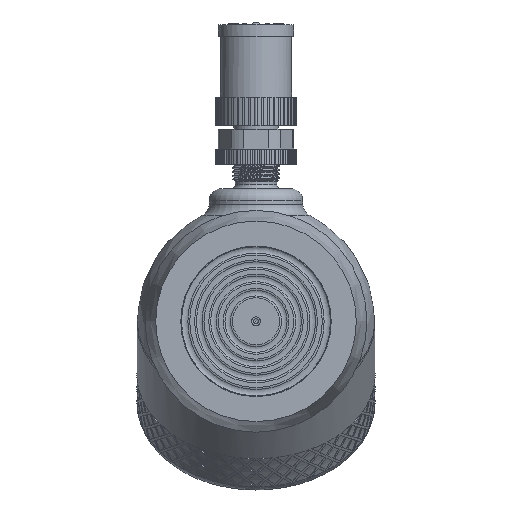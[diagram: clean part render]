
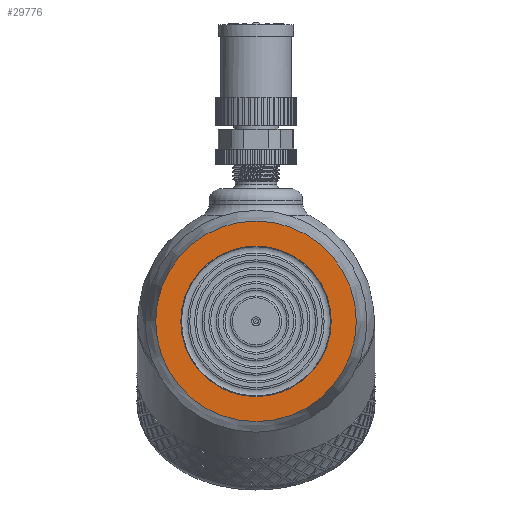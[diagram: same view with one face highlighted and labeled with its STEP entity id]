
A CAD part, left-side view. The second image highlights one B-rep face of the part: STEP entity #29776.
In plain terms, the highlighted planar face has unit normal (-1, 0, 0).
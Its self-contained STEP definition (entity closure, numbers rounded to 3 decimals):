
#1108=FACE_BOUND('',#3764,.T.);
#1462=PLANE('',#31919);
#1853=FACE_OUTER_BOUND('',#3763,.T.);
#3763=EDGE_LOOP('',(#20078));
#3764=EDGE_LOOP('',(#20079));
#5961=CIRCLE('',#31911,19.);
#5966=CIRCLE('',#31920,25.321);
#11809=VERTEX_POINT('',#43551);
#11812=VERTEX_POINT('',#43564);
#15044=EDGE_CURVE('',#11809,#11809,#5961,.T.);
#15050=EDGE_CURVE('',#11812,#11812,#5966,.T.);
#20078=ORIENTED_EDGE('',*,*,#15050,.F.);
#20079=ORIENTED_EDGE('',*,*,#15044,.T.);
#29776=ADVANCED_FACE('',(#1853,#1108),#1462,.T.);
#31911=AXIS2_PLACEMENT_3D('',#43552,#34107,#34108);
#31919=AXIS2_PLACEMENT_3D('',#43563,#34124,#34125);
#31920=AXIS2_PLACEMENT_3D('',#43565,#34126,#34127);
#34107=DIRECTION('center_axis',(1.,0.,0.));
#34108=DIRECTION('ref_axis',(0.,1.,0.));
#34124=DIRECTION('center_axis',(-1.,0.,0.));
#34125=DIRECTION('ref_axis',(0.,0.,1.));
#34126=DIRECTION('center_axis',(1.,0.,0.));
#34127=DIRECTION('ref_axis',(0.,0.,-1.));
#43551=CARTESIAN_POINT('',(-37.,-19.,0.));
#43552=CARTESIAN_POINT('Origin',(-37.,0.,0.));
#43563=CARTESIAN_POINT('Origin',(-37.,25.321,0.));
#43564=CARTESIAN_POINT('',(-37.,-25.321,0.));
#43565=CARTESIAN_POINT('Origin',(-37.,0.,0.));
